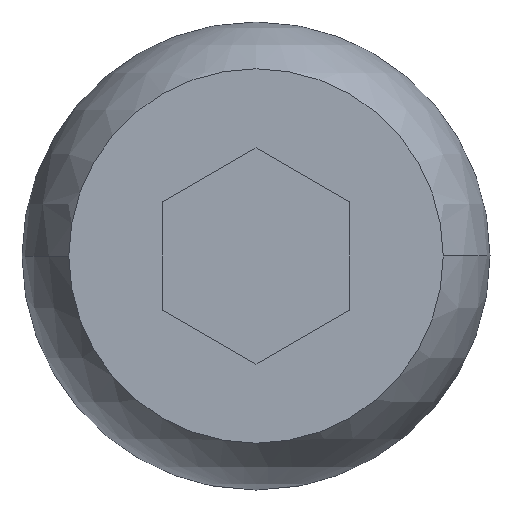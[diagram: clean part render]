
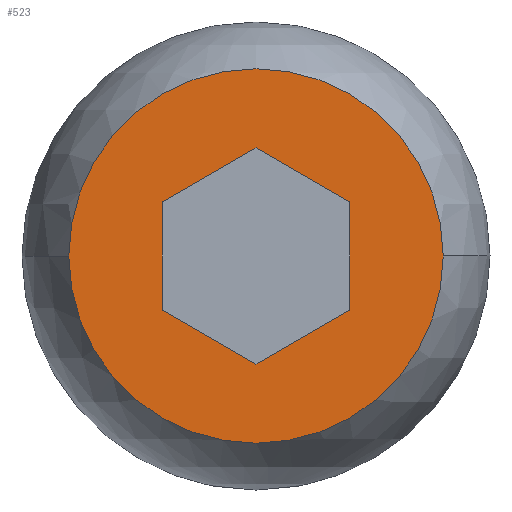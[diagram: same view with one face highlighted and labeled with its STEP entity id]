
A CAD part, left-side view. The second image highlights one B-rep face of the part: STEP entity #523.
In plain terms, the highlighted planar face has unit normal (-1, 0, 0).
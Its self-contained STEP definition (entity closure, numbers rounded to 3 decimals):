
#2 = CARTESIAN_POINT ( 'NONE',  ( 0., 4., 0. ) ) ;
#9 = VERTEX_POINT ( 'NONE', #577 ) ;
#21 = ORIENTED_EDGE ( 'NONE', *, *, #194, .F. ) ;
#25 = EDGE_CURVE ( 'NONE', #350, #37, #493, .T. ) ;
#37 = VERTEX_POINT ( 'NONE', #584 ) ;
#38 = DIRECTION ( 'NONE',  ( 0., -1., 0. ) ) ;
#42 = VECTOR ( 'NONE', #367, 1000. ) ;
#56 = DIRECTION ( 'NONE',  ( 0., 1., 0. ) ) ;
#73 = DIRECTION ( 'NONE',  ( 0., 0., 1. ) ) ;
#82 = VERTEX_POINT ( 'NONE', #232 ) ;
#91 = CIRCLE ( 'NONE', #509, 4. ) ;
#100 = ORIENTED_EDGE ( 'NONE', *, *, #179, .F. ) ;
#108 = CARTESIAN_POINT ( 'NONE',  ( 0., 2., -1.155 ) ) ;
#111 = DIRECTION ( 'NONE',  ( 0., 0., -1. ) ) ;
#127 = CIRCLE ( 'NONE', #648, 4. ) ;
#135 = CARTESIAN_POINT ( 'NONE',  ( 0., 0., 0. ) ) ;
#139 = CARTESIAN_POINT ( 'NONE',  ( 0., 2., 1.155 ) ) ;
#143 = FACE_OUTER_BOUND ( 'NONE', #266, .T. ) ;
#171 = CARTESIAN_POINT ( 'NONE',  ( 0., -2., -1.155 ) ) ;
#179 = EDGE_CURVE ( 'NONE', #410, #661, #91, .T. ) ;
#181 = VECTOR ( 'NONE', #274, 1000. ) ;
#185 = EDGE_CURVE ( 'NONE', #360, #82, #540, .T. ) ;
#188 = CARTESIAN_POINT ( 'NONE',  ( 0., -2., 1.155 ) ) ;
#194 = EDGE_CURVE ( 'NONE', #82, #9, #647, .T. ) ;
#196 = CARTESIAN_POINT ( 'NONE',  ( 0., 0., 0. ) ) ;
#200 = VECTOR ( 'NONE', #525, 1000. ) ;
#208 = AXIS2_PLACEMENT_3D ( 'NONE', #135, #399, #38 ) ;
#232 = CARTESIAN_POINT ( 'NONE',  ( 0., -2., 1.155 ) ) ;
#266 = EDGE_LOOP ( 'NONE', ( #305, #100 ) ) ;
#274 = DIRECTION ( 'NONE',  ( 0., -0.866, -0.5 ) ) ;
#277 = ORIENTED_EDGE ( 'NONE', *, *, #185, .F. ) ;
#290 = DIRECTION ( 'NONE',  ( 0., 0.866, 0.5 ) ) ;
#301 = FACE_BOUND ( 'NONE', #434, .T. ) ;
#305 = ORIENTED_EDGE ( 'NONE', *, *, #578, .F. ) ;
#323 = LINE ( 'NONE', #466, #200 ) ;
#336 = CARTESIAN_POINT ( 'NONE',  ( 0., -2., -1.155 ) ) ;
#350 = VERTEX_POINT ( 'NONE', #632 ) ;
#360 = VERTEX_POINT ( 'NONE', #171 ) ;
#367 = DIRECTION ( 'NONE',  ( 0., -0.866, 0.5 ) ) ;
#385 = EDGE_CURVE ( 'NONE', #548, #350, #545, .T. ) ;
#399 = DIRECTION ( 'NONE',  ( -1., 0., 0. ) ) ;
#403 = PLANE ( 'NONE',  #208 ) ;
#404 = DIRECTION ( 'NONE',  ( 1., 0., 0. ) ) ;
#407 = ORIENTED_EDGE ( 'NONE', *, *, #385, .F. ) ;
#410 = VERTEX_POINT ( 'NONE', #494 ) ;
#411 = CARTESIAN_POINT ( 'NONE',  ( 0., 0., 0. ) ) ;
#434 = EDGE_LOOP ( 'NONE', ( #592, #21, #277, #660, #461, #407 ) ) ;
#461 = ORIENTED_EDGE ( 'NONE', *, *, #25, .F. ) ;
#466 = CARTESIAN_POINT ( 'NONE',  ( 0., 0., 2.309 ) ) ;
#493 = LINE ( 'NONE', #108, #181 ) ;
#494 = CARTESIAN_POINT ( 'NONE',  ( 0., -4., 0. ) ) ;
#509 = AXIS2_PLACEMENT_3D ( 'NONE', #196, #404, #607 ) ;
#523 = ADVANCED_FACE ( 'NONE', ( #301, #143 ), #403, .T. ) ;
#525 = DIRECTION ( 'NONE',  ( 0., 0.866, -0.5 ) ) ;
#526 = VECTOR ( 'NONE', #111, 1000. ) ;
#536 = VECTOR ( 'NONE', #290, 1000. ) ;
#540 = LINE ( 'NONE', #336, #603 ) ;
#545 = LINE ( 'NONE', #580, #526 ) ;
#548 = VERTEX_POINT ( 'NONE', #139 ) ;
#565 = CARTESIAN_POINT ( 'NONE',  ( 0., 0., -2.309 ) ) ;
#572 = EDGE_CURVE ( 'NONE', #9, #548, #323, .T. ) ;
#577 = CARTESIAN_POINT ( 'NONE',  ( 0., 0., 2.309 ) ) ;
#578 = EDGE_CURVE ( 'NONE', #661, #410, #127, .T. ) ;
#580 = CARTESIAN_POINT ( 'NONE',  ( 0., 2., 1.155 ) ) ;
#584 = CARTESIAN_POINT ( 'NONE',  ( 0., 0., -2.309 ) ) ;
#592 = ORIENTED_EDGE ( 'NONE', *, *, #572, .F. ) ;
#603 = VECTOR ( 'NONE', #73, 1000. ) ;
#607 = DIRECTION ( 'NONE',  ( 0., 1., 0. ) ) ;
#613 = LINE ( 'NONE', #565, #42 ) ;
#622 = DIRECTION ( 'NONE',  ( 1., 0., 0. ) ) ;
#626 = EDGE_CURVE ( 'NONE', #37, #360, #613, .T. ) ;
#632 = CARTESIAN_POINT ( 'NONE',  ( 0., 2., -1.155 ) ) ;
#647 = LINE ( 'NONE', #188, #536 ) ;
#648 = AXIS2_PLACEMENT_3D ( 'NONE', #411, #622, #56 ) ;
#660 = ORIENTED_EDGE ( 'NONE', *, *, #626, .F. ) ;
#661 = VERTEX_POINT ( 'NONE', #2 ) ;
